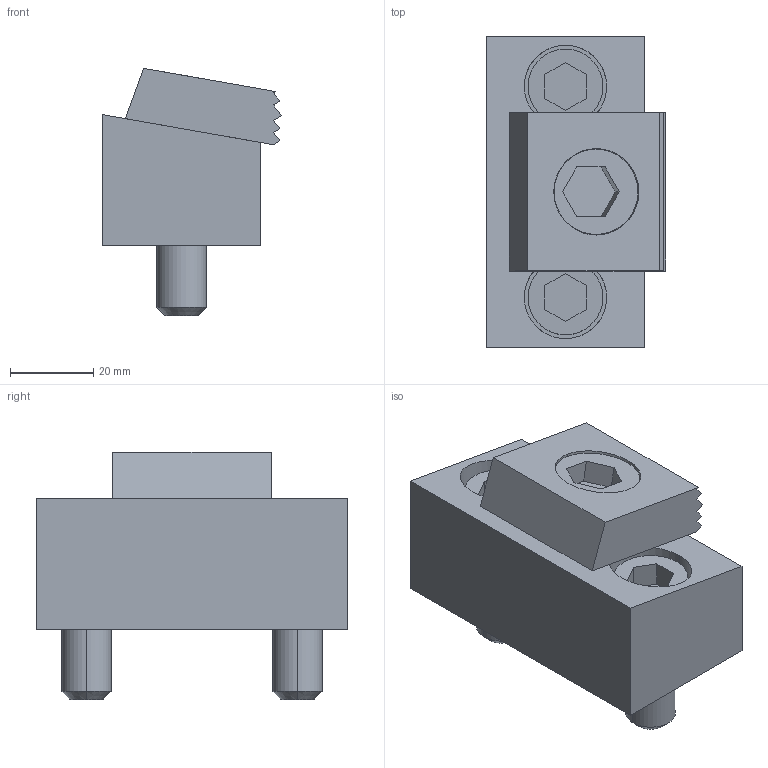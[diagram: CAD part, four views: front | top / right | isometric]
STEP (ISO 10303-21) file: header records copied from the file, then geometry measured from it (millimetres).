
FILE_DESCRIPTION (( 'STEP AP203' ), '1' );
FILE_NAME ('mbctc16.STEP', '2021-10-26T02:37:39', ( '' ), ( '' ), 'SwSTEP 2.0', 'SolidWorks 2020', '' );
FILE_SCHEMA (( 'CONFIG_CONTROL_DESIGN' ));
Length unit declared in the file: millimetre
Products named in the file (6): mbctc16_05; mbctc16_02; mbctc16_04; mbctc16_01; mbctc16; mbctc16_03
Assembly tree (5 placements, depth 2):
  mbctc16
    mbctc16_01
    mbctc16_02
    mbctc16_03
    mbctc16_04
    mbctc16_05
Bounding box: 43.17 x 74.93 x 59.56 mm (x, y, z)
Volume: 93425 mm3; surface area: 28096.2 mm2
Topology: 5 solids, 5 shells, 85 faces, 192 edges, 126 vertices
Faces by surface type: plane 53, cylinder 26, cone 6
Entity records: 3018 total; most frequent: CARTESIAN_POINT 429, DIRECTION 424, ORIENTED_EDGE 384, EDGE_CURVE 192, AXIS2_PLACEMENT_3D 145, VECTOR 134, LINE 134, VERTEX_POINT 126
